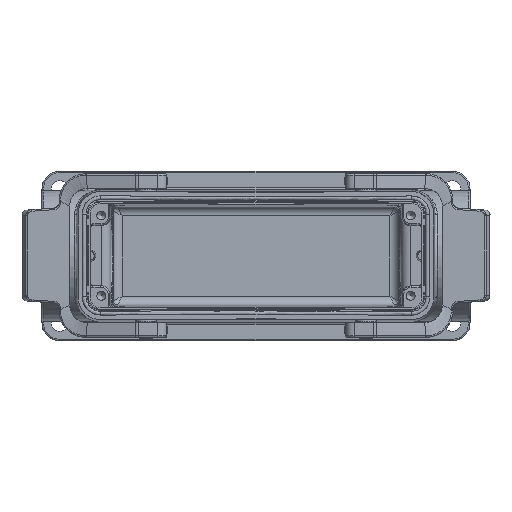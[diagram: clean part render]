
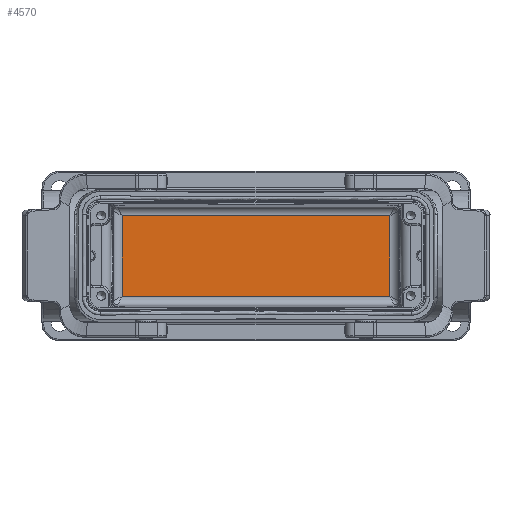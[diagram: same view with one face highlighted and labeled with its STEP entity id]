
A CAD part, top view. The second image highlights one B-rep face of the part: STEP entity #4570.
In plain terms, the highlighted planar face has unit normal (0, 0, 1).
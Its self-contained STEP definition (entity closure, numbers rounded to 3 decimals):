
#4004=PLANE('',#18063);
#4570=ADVANCED_FACE('',(#5624),#4004,.F.);
#5624=FACE_OUTER_BOUND('',#6363,.T.);
#6363=EDGE_LOOP('',(#10785,#10786,#10787,#10788));
#7391=LINE('',#31051,#8323);
#7392=LINE('',#31054,#8324);
#7393=LINE('',#31056,#8325);
#7394=LINE('',#31058,#8326);
#8323=VECTOR('',#20706,1.);
#8324=VECTOR('',#20707,1.);
#8325=VECTOR('',#20708,1.);
#8326=VECTOR('',#20709,1.);
#10785=ORIENTED_EDGE('',*,*,#14928,.T.);
#10786=ORIENTED_EDGE('',*,*,#14929,.T.);
#10787=ORIENTED_EDGE('',*,*,#14930,.T.);
#10788=ORIENTED_EDGE('',*,*,#14931,.T.);
#13309=VERTEX_POINT('',#31052);
#13310=VERTEX_POINT('',#31053);
#13311=VERTEX_POINT('',#31055);
#13312=VERTEX_POINT('',#31057);
#14928=EDGE_CURVE('',#13309,#13310,#7391,.T.);
#14929=EDGE_CURVE('',#13310,#13311,#7392,.T.);
#14930=EDGE_CURVE('',#13311,#13312,#7393,.T.);
#14931=EDGE_CURVE('',#13312,#13309,#7394,.T.);
#18063=AXIS2_PLACEMENT_3D('',#31059,#20710,#20711);
#20706=DIRECTION('',(1.,0.,0.));
#20707=DIRECTION('',(0.,1.,0.));
#20708=DIRECTION('',(-1.,0.,0.));
#20709=DIRECTION('',(0.,-1.,0.));
#20710=DIRECTION('',(0.,0.,-1.));
#20711=DIRECTION('',(-1.,0.,0.));
#31051=CARTESIAN_POINT('',(-46.5,-13.567,-65.25));
#31052=CARTESIAN_POINT('',(-45.056,-13.567,-65.25));
#31053=CARTESIAN_POINT('',(45.056,-13.567,-65.25));
#31054=CARTESIAN_POINT('',(45.056,17.75,-65.25));
#31055=CARTESIAN_POINT('',(45.056,13.567,-65.25));
#31056=CARTESIAN_POINT('',(-48.,13.567,-65.25));
#31057=CARTESIAN_POINT('',(-45.056,13.567,-65.25));
#31058=CARTESIAN_POINT('',(-45.056,17.75,-65.25));
#31059=CARTESIAN_POINT('',(-48.,17.75,-65.25));
